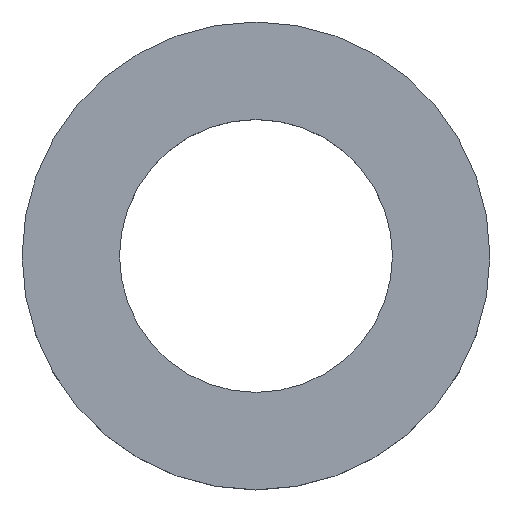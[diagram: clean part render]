
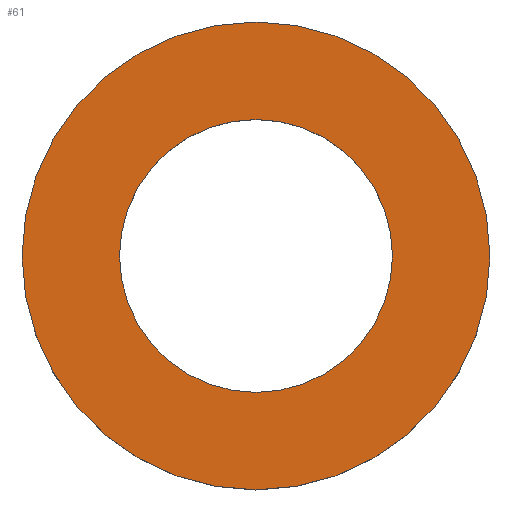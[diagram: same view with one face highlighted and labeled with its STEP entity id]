
A CAD part, top view. The second image highlights one B-rep face of the part: STEP entity #61.
In plain terms, the highlighted planar face has unit normal (0, 0, 1).
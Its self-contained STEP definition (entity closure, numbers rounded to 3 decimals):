
#21=FACE_BOUND('',#28,.T.);
#23=FACE_OUTER_BOUND('',#27,.T.);
#27=EDGE_LOOP('',(#47));
#28=EDGE_LOOP('',(#48));
#33=CIRCLE('',#68,3.);
#34=CIRCLE('',#69,1.75);
#37=VERTEX_POINT('',#97);
#38=VERTEX_POINT('',#99);
#41=EDGE_CURVE('',#37,#37,#33,.T.);
#42=EDGE_CURVE('',#38,#38,#34,.T.);
#47=ORIENTED_EDGE('',*,*,#41,.F.);
#48=ORIENTED_EDGE('',*,*,#42,.F.);
#59=PLANE('',#67);
#61=ADVANCED_FACE('',(#23,#21),#59,.T.);
#67=AXIS2_PLACEMENT_3D('',#96,#77,#78);
#68=AXIS2_PLACEMENT_3D('',#98,#79,#80);
#69=AXIS2_PLACEMENT_3D('',#100,#81,#82);
#77=DIRECTION('center_axis',(0.,0.,1.));
#78=DIRECTION('ref_axis',(-1.,0.,0.));
#79=DIRECTION('center_axis',(0.,0.,-1.));
#80=DIRECTION('ref_axis',(-1.,0.,0.));
#81=DIRECTION('center_axis',(0.,0.,1.));
#82=DIRECTION('ref_axis',(-1.,0.,0.));
#96=CARTESIAN_POINT('Origin',(-24.787,50.437,-8.4));
#97=CARTESIAN_POINT('',(-21.787,50.437,-8.4));
#98=CARTESIAN_POINT('Origin',(-24.787,50.437,-8.4));
#99=CARTESIAN_POINT('',(-23.037,50.437,-8.4));
#100=CARTESIAN_POINT('Origin',(-24.787,50.437,-8.4));
